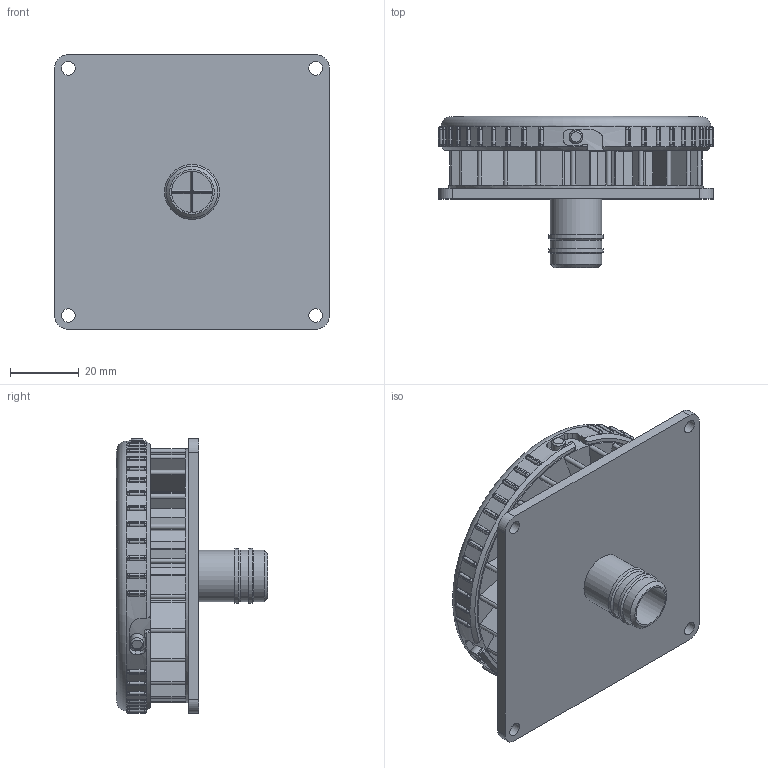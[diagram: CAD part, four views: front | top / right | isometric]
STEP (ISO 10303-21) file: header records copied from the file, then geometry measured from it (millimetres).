
FILE_DESCRIPTION(/* description */ (''),/* implementation_level */ '2;1');
FILE_NAME(/* name */ 'Filter Box Intake V3 v26.step',/* time_stamp */ '2021-07-23T15:52:55+02:00',/* author */ (''),/* organization */ (''),/* preprocessor_version */ 'ST-DEVELOPER v18.1',/* originating_system */ 'Autodesk Translation Framework v10.9.0.1377',/* authorisation */ '');
FILE_SCHEMA (('AUTOMOTIVE_DESIGN { 1 0 10303 214 3 1 1 }'));
Products named in the file (4): Filter Box Intake V3; Filter Box Basis; O-Ring Joint; Filter Box Roof
Assembly tree (3 placements, depth 2):
  Filter Box Intake V3
    Filter Box Basis
    O-Ring Joint
    Filter Box Roof
Bounding box: 80.1 x 44 x 80.05 mm (x, y, z)
Volume: 58154.5 mm3; surface area: 45204.6 mm2
Topology: 3 solids, 3 shells, 1194 faces, 3065 edges, 1902 vertices
Faces by surface type: bspline 491, plane 433, cylinder 244, sphere 12, cone 8, torus 6
Full cylindrical faces by diameter (mm): 4 x4, 12 x1, 15 x3, 16 x2, 52 x1, 54 x1, 64 x1, 64.2 x1, 67.8 x1, 68 x1, 74 x2, 74.6 x1
Entity records: 47228 total; most frequent: CARTESIAN_POINT 20981, ORIENTED_EDGE 6130, DIRECTION 4180, EDGE_CURVE 3065, VERTEX_POINT 1902, LINE 1518, VECTOR 1518, AXIS2_PLACEMENT_3D 1331
